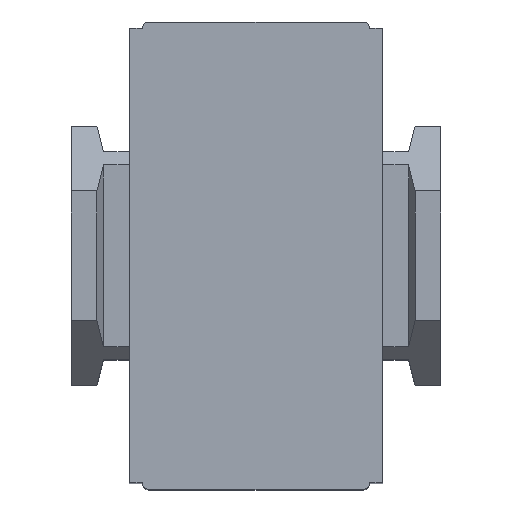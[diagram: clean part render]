
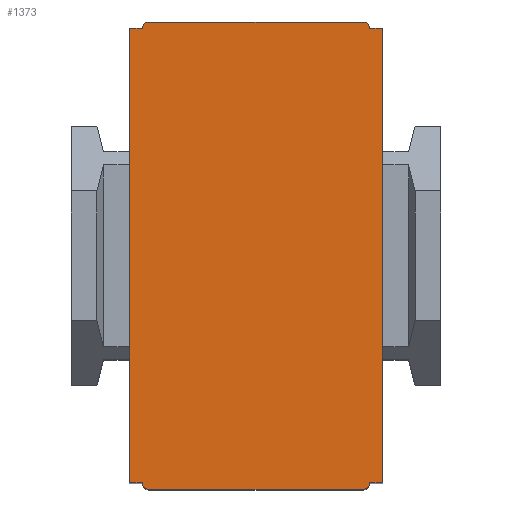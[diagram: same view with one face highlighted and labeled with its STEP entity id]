
A CAD part, top view. The second image highlights one B-rep face of the part: STEP entity #1373.
In plain terms, the highlighted planar face has unit normal (0, 0, 1).
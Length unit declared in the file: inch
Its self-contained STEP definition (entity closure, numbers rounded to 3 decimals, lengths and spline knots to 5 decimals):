
#34 = DIRECTION ( 'NONE',  ( 0., 1., 0. ) ) ;
#68 = DIRECTION ( 'NONE',  ( 1., 0., 0. ) ) ;
#88 = DIRECTION ( 'NONE',  ( 0., 0., 1. ) ) ;
#107 = AXIS2_PLACEMENT_3D ( 'NONE', #182, #88, #68 ) ;
#121 = CARTESIAN_POINT ( 'NONE',  ( 0.38386, -0.68898, 0.59055 ) ) ;
#169 = CARTESIAN_POINT ( 'NONE',  ( -0.38386, -0.68898, 0.59055 ) ) ;
#182 = CARTESIAN_POINT ( 'NONE',  ( 0., 0., 0.59055 ) ) ;
#197 = CARTESIAN_POINT ( 'NONE',  ( -0.38386, 0.68898, 0.59055 ) ) ;
#208 = PLANE ( 'NONE',  #107 ) ;
#213 = DIRECTION ( 'NONE',  ( 1., 0., 0. ) ) ;
#217 = CIRCLE ( 'NONE', #1286, 0.01969 ) ;
#225 = DIRECTION ( 'NONE',  ( 0., -1., 0. ) ) ;
#231 = DIRECTION ( 'NONE',  ( 1., 0., 0. ) ) ;
#254 = CARTESIAN_POINT ( 'NONE',  ( -0.3248, 0.70866, 0.59055 ) ) ;
#255 = LINE ( 'NONE', #169, #1191 ) ;
#256 = ORIENTED_EDGE ( 'NONE', *, *, #1828, .T. ) ;
#264 = DIRECTION ( 'NONE',  ( -1., 0., 0. ) ) ;
#273 = VERTEX_POINT ( 'NONE', #676 ) ;
#288 = VERTEX_POINT ( 'NONE', #732 ) ;
#294 = CARTESIAN_POINT ( 'NONE',  ( -0.34449, 0.68898, 0.59055 ) ) ;
#329 = CARTESIAN_POINT ( 'NONE',  ( 0.38386, 0.68898, 0.59055 ) ) ;
#336 = VERTEX_POINT ( 'NONE', #605 ) ;
#369 = DIRECTION ( 'NONE',  ( 0., 1., 0. ) ) ;
#378 = ORIENTED_EDGE ( 'NONE', *, *, #669, .T. ) ;
#380 = VERTEX_POINT ( 'NONE', #595 ) ;
#381 = DIRECTION ( 'NONE',  ( 0., 0., 1. ) ) ;
#382 = ORIENTED_EDGE ( 'NONE', *, *, #1935, .T. ) ;
#387 = ORIENTED_EDGE ( 'NONE', *, *, #1889, .T. ) ;
#388 = CARTESIAN_POINT ( 'NONE',  ( -0.3248, 0.68898, 0.59055 ) ) ;
#389 = ORIENTED_EDGE ( 'NONE', *, *, #1801, .T. ) ;
#412 = VERTEX_POINT ( 'NONE', #513 ) ;
#431 = VERTEX_POINT ( 'NONE', #507 ) ;
#440 = CARTESIAN_POINT ( 'NONE',  ( -0.3248, -0.70866, 0.59055 ) ) ;
#446 = DIRECTION ( 'NONE',  ( -1., 0., 0. ) ) ;
#460 = VERTEX_POINT ( 'NONE', #544 ) ;
#466 = DIRECTION ( 'NONE',  ( -1., 0., 0. ) ) ;
#468 = VECTOR ( 'NONE', #446, 39.37008 ) ;
#483 = CARTESIAN_POINT ( 'NONE',  ( 0.3248, 0.70866, 0.59055 ) ) ;
#507 = CARTESIAN_POINT ( 'NONE',  ( 0.38386, 0.68898, 0.59055 ) ) ;
#513 = CARTESIAN_POINT ( 'NONE',  ( -0.34449, 0.68898, 0.59055 ) ) ;
#544 = CARTESIAN_POINT ( 'NONE',  ( -0.3248, -0.70866, 0.59055 ) ) ;
#548 = LINE ( 'NONE', #483, #1650 ) ;
#549 = CIRCLE ( 'NONE', #589, 0.01969 ) ;
#553 = LINE ( 'NONE', #197, #581 ) ;
#563 = DIRECTION ( 'NONE',  ( -1., 0., 0. ) ) ;
#581 = VECTOR ( 'NONE', #225, 39.37008 ) ;
#589 = AXIS2_PLACEMENT_3D ( 'NONE', #388, #381, #369 ) ;
#595 = CARTESIAN_POINT ( 'NONE',  ( -0.34449, -0.68898, 0.59055 ) ) ;
#597 = DIRECTION ( 'NONE',  ( 0., 0., 1. ) ) ;
#605 = CARTESIAN_POINT ( 'NONE',  ( -0.38386, 0.68898, 0.59055 ) ) ;
#623 = EDGE_CURVE ( 'NONE', #273, #1949, #548, .T. ) ;
#632 = CARTESIAN_POINT ( 'NONE',  ( -0.3248, -0.68898, 0.59055 ) ) ;
#641 = EDGE_CURVE ( 'NONE', #1949, #412, #549, .T. ) ;
#650 = LINE ( 'NONE', #936, #1413 ) ;
#669 = EDGE_CURVE ( 'NONE', #412, #336, #997, .T. ) ;
#676 = CARTESIAN_POINT ( 'NONE',  ( 0.3248, 0.70866, 0.59055 ) ) ;
#695 = EDGE_CURVE ( 'NONE', #336, #2038, #553, .T. ) ;
#702 = VECTOR ( 'NONE', #231, 39.37008 ) ;
#715 = EDGE_CURVE ( 'NONE', #2038, #380, #255, .T. ) ;
#732 = CARTESIAN_POINT ( 'NONE',  ( 0.34449, 0.68898, 0.59055 ) ) ;
#935 = ORIENTED_EDGE ( 'NONE', *, *, #623, .T. ) ;
#936 = CARTESIAN_POINT ( 'NONE',  ( 0.34449, -0.68898, 0.59055 ) ) ;
#982 = ORIENTED_EDGE ( 'NONE', *, *, #1961, .T. ) ;
#997 = LINE ( 'NONE', #294, #1583 ) ;
#1029 = VERTEX_POINT ( 'NONE', #1916 ) ;
#1042 = LINE ( 'NONE', #121, #1383 ) ;
#1093 = DIRECTION ( 'NONE',  ( 1., 0., 0. ) ) ;
#1134 = CARTESIAN_POINT ( 'NONE',  ( 0.3248, 0.68898, 0.59055 ) ) ;
#1135 = LINE ( 'NONE', #329, #468 ) ;
#1191 = VECTOR ( 'NONE', #213, 39.37008 ) ;
#1204 = CARTESIAN_POINT ( 'NONE',  ( 0.34449, -0.68898, 0.59055 ) ) ;
#1206 = DIRECTION ( 'NONE',  ( 0., 0., 1. ) ) ;
#1231 = DIRECTION ( 'NONE',  ( 1., 0., 0. ) ) ;
#1276 = EDGE_LOOP ( 'NONE', ( #1283, #389, #256, #1679, #387, #1988, #382, #982, #935, #1700, #378, #1698 ) ) ;
#1281 = CARTESIAN_POINT ( 'NONE',  ( -0.38386, -0.68898, 0.59055 ) ) ;
#1283 = ORIENTED_EDGE ( 'NONE', *, *, #715, .T. ) ;
#1286 = AXIS2_PLACEMENT_3D ( 'NONE', #1134, #1206, #1231 ) ;
#1297 = AXIS2_PLACEMENT_3D ( 'NONE', #1377, #1571, #1974 ) ;
#1310 = AXIS2_PLACEMENT_3D ( 'NONE', #632, #597, #563 ) ;
#1373 = ADVANCED_FACE ( 'NONE', ( #1456 ), #208, .T. ) ;
#1377 = CARTESIAN_POINT ( 'NONE',  ( 0.3248, -0.68898, 0.59055 ) ) ;
#1383 = VECTOR ( 'NONE', #34, 39.37008 ) ;
#1386 = VERTEX_POINT ( 'NONE', #1204 ) ;
#1400 = CARTESIAN_POINT ( 'NONE',  ( 0.3248, -0.70866, 0.59055 ) ) ;
#1413 = VECTOR ( 'NONE', #1093, 39.37008 ) ;
#1456 = FACE_OUTER_BOUND ( 'NONE', #1276, .T. ) ;
#1501 = LINE ( 'NONE', #440, #702 ) ;
#1571 = DIRECTION ( 'NONE',  ( 0., 0., 1. ) ) ;
#1583 = VECTOR ( 'NONE', #264, 39.37008 ) ;
#1650 = VECTOR ( 'NONE', #466, 39.37008 ) ;
#1679 = ORIENTED_EDGE ( 'NONE', *, *, #1853, .T. ) ;
#1698 = ORIENTED_EDGE ( 'NONE', *, *, #695, .T. ) ;
#1700 = ORIENTED_EDGE ( 'NONE', *, *, #641, .T. ) ;
#1773 = VERTEX_POINT ( 'NONE', #1400 ) ;
#1801 = EDGE_CURVE ( 'NONE', #380, #460, #1885, .T. ) ;
#1828 = EDGE_CURVE ( 'NONE', #460, #1773, #1501, .T. ) ;
#1853 = EDGE_CURVE ( 'NONE', #1773, #1386, #1888, .T. ) ;
#1885 = CIRCLE ( 'NONE', #1310, 0.01969 ) ;
#1888 = CIRCLE ( 'NONE', #1297, 0.01969 ) ;
#1889 = EDGE_CURVE ( 'NONE', #1386, #1029, #650, .T. ) ;
#1916 = CARTESIAN_POINT ( 'NONE',  ( 0.38386, -0.68898, 0.59055 ) ) ;
#1921 = EDGE_CURVE ( 'NONE', #1029, #431, #1042, .T. ) ;
#1935 = EDGE_CURVE ( 'NONE', #431, #288, #1135, .T. ) ;
#1949 = VERTEX_POINT ( 'NONE', #254 ) ;
#1961 = EDGE_CURVE ( 'NONE', #288, #273, #217, .T. ) ;
#1974 = DIRECTION ( 'NONE',  ( 0., -1., 0. ) ) ;
#1988 = ORIENTED_EDGE ( 'NONE', *, *, #1921, .T. ) ;
#2038 = VERTEX_POINT ( 'NONE', #1281 ) ;
